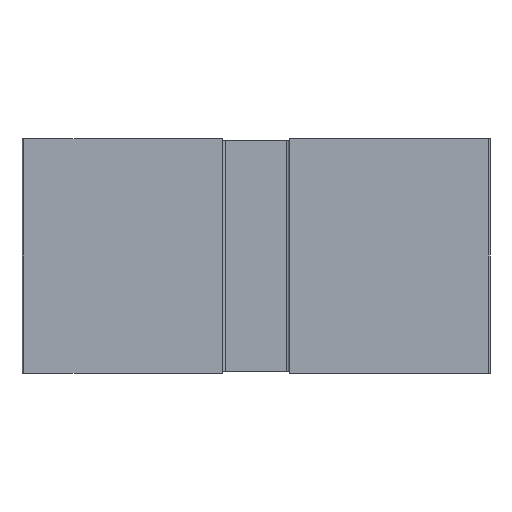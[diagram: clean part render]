
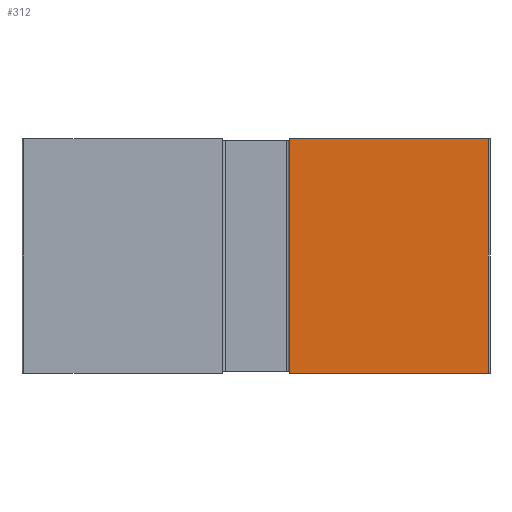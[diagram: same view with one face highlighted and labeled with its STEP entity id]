
A CAD part, front view. The second image highlights one B-rep face of the part: STEP entity #312.
In plain terms, the highlighted planar face has unit normal (0, -1, 0).
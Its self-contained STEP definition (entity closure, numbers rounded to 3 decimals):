
#15 = CARTESIAN_POINT ( 'NONE',  ( 3.15, 0., 1.59 ) ) ;
#18 = CARTESIAN_POINT ( 'NONE',  ( 3.15, 0., -1.59 ) ) ;
#56 = VERTEX_POINT ( 'NONE', #1080 ) ;
#91 = VERTEX_POINT ( 'NONE', #1052 ) ;
#207 = CARTESIAN_POINT ( 'NONE',  ( 0.455, 0., 1.59 ) ) ;
#208 = DIRECTION ( 'NONE',  ( 0., 0., -1. ) ) ;
#312 = ADVANCED_FACE ( 'NONE', ( #431 ), #653, .F. ) ;
#356 = AXIS2_PLACEMENT_3D ( 'NONE', #654, #655, #656 ) ;
#410 = EDGE_LOOP ( 'NONE', ( #935, #926, #925, #928 ) ) ;
#431 = FACE_OUTER_BOUND ( 'NONE', #410, .T. ) ;
#476 = CARTESIAN_POINT ( 'NONE',  ( 3.15, 0., 1.59 ) ) ;
#487 = DIRECTION ( 'NONE',  ( 0., 0., 1. ) ) ;
#488 = CARTESIAN_POINT ( 'NONE',  ( 0.455, 0., -1.59 ) ) ;
#489 = DIRECTION ( 'NONE',  ( 1., 0., 0. ) ) ;
#555 = LINE ( 'NONE', #207, #557 ) ;
#557 = VECTOR ( 'NONE', #208, 1000. ) ;
#604 = LINE ( 'NONE', #476, #609 ) ;
#608 = LINE ( 'NONE', #488, #611 ) ;
#609 = VECTOR ( 'NONE', #487, 1000. ) ;
#611 = VECTOR ( 'NONE', #489, 1000. ) ;
#633 = LINE ( 'NONE', #1037, #635 ) ;
#635 = VECTOR ( 'NONE', #1038, 1000. ) ;
#653 = PLANE ( 'NONE',  #356 ) ;
#654 = CARTESIAN_POINT ( 'NONE',  ( 0.455, 0., 1.59 ) ) ;
#655 = DIRECTION ( 'NONE',  ( 0., 1., 0. ) ) ;
#656 = DIRECTION ( 'NONE',  ( 0., 0., 1. ) ) ;
#765 = EDGE_CURVE ( 'NONE', #91, #56, #555, .T. ) ;
#841 = EDGE_CURVE ( 'NONE', #1083, #1089, #604, .T. ) ;
#842 = EDGE_CURVE ( 'NONE', #56, #1083, #608, .T. ) ;
#925 = ORIENTED_EDGE ( 'NONE', *, *, #979, .F. ) ;
#926 = ORIENTED_EDGE ( 'NONE', *, *, #841, .T. ) ;
#928 = ORIENTED_EDGE ( 'NONE', *, *, #765, .T. ) ;
#935 = ORIENTED_EDGE ( 'NONE', *, *, #842, .T. ) ;
#979 = EDGE_CURVE ( 'NONE', #91, #1089, #633, .T. ) ;
#1037 = CARTESIAN_POINT ( 'NONE',  ( 0.455, 0., 1.59 ) ) ;
#1038 = DIRECTION ( 'NONE',  ( 1., 0., 0. ) ) ;
#1052 = CARTESIAN_POINT ( 'NONE',  ( 0.455, 0., 1.59 ) ) ;
#1080 = CARTESIAN_POINT ( 'NONE',  ( 0.455, 0., -1.59 ) ) ;
#1083 = VERTEX_POINT ( 'NONE', #18 ) ;
#1089 = VERTEX_POINT ( 'NONE', #15 ) ;
